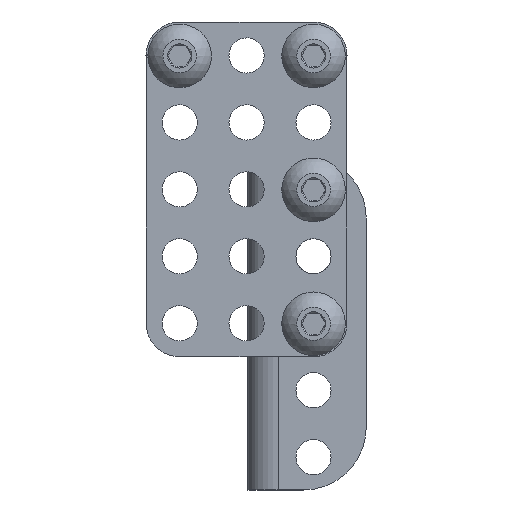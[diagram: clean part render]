
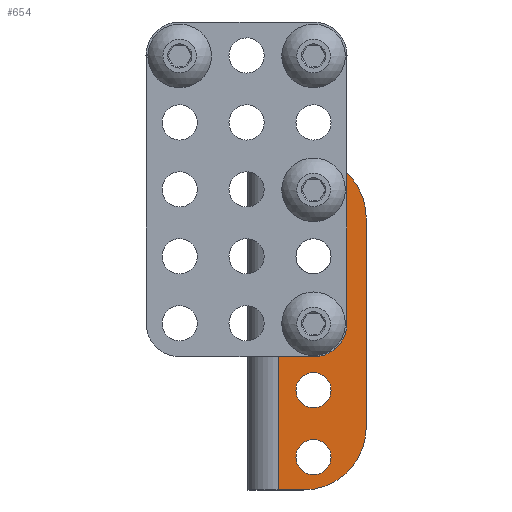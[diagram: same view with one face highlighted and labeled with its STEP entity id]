
A CAD part, left-side view. The second image highlights one B-rep face of the part: STEP entity #654.
In plain terms, the highlighted planar face has unit normal (-1, 0, 0).
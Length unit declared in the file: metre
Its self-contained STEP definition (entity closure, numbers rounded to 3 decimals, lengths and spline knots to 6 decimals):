
#654 = ADVANCED_FACE( '', ( #1356, #1357, #1358, #1359, #1360, #1361 ), #1362, .F. );
#1356 = FACE_BOUND( '', #2657, .T. );
#1357 = FACE_BOUND( '', #2658, .T. );
#1358 = FACE_BOUND( '', #2659, .T. );
#1359 = FACE_BOUND( '', #2660, .T. );
#1360 = FACE_BOUND( '', #2661, .T. );
#1361 = FACE_OUTER_BOUND( '', #2662, .T. );
#1362 = PLANE( '', #2663 );
#2657 = EDGE_LOOP( '', ( #4392 ) );
#2658 = EDGE_LOOP( '', ( #4393 ) );
#2659 = EDGE_LOOP( '', ( #4394 ) );
#2660 = EDGE_LOOP( '', ( #4395 ) );
#2661 = EDGE_LOOP( '', ( #4396 ) );
#2662 = EDGE_LOOP( '', ( #4397, #4398, #4399, #4400, #4401, #4402 ) );
#2663 = AXIS2_PLACEMENT_3D( '', #4403, #4404, #4405 );
#4392 = ORIENTED_EDGE( '', *, *, #5250, .T. );
#4393 = ORIENTED_EDGE( '', *, *, #5479, .T. );
#4394 = ORIENTED_EDGE( '', *, *, #5480, .T. );
#4395 = ORIENTED_EDGE( '', *, *, #5481, .T. );
#4396 = ORIENTED_EDGE( '', *, *, #5482, .T. );
#4397 = ORIENTED_EDGE( '', *, *, #5065, .F. );
#4398 = ORIENTED_EDGE( '', *, *, #5245, .T. );
#4399 = ORIENTED_EDGE( '', *, *, #5469, .T. );
#4400 = ORIENTED_EDGE( '', *, *, #5483, .T. );
#4401 = ORIENTED_EDGE( '', *, *, #5047, .F. );
#4402 = ORIENTED_EDGE( '', *, *, #5194, .T. );
#4403 = CARTESIAN_POINT( '', ( -0.089717, 0.041933, 0.0016 ) );
#4404 = DIRECTION( '', ( 1., 0., 0. ) );
#4405 = DIRECTION( '', ( 0., 0., -1. ) );
#5047 = EDGE_CURVE( '', #5703, #5704, #5705, .T. );
#5065 = EDGE_CURVE( '', #5736, #5738, #5739, .T. );
#5194 = EDGE_CURVE( '', #5703, #5738, #5955, .F. );
#5245 = EDGE_CURVE( '', #5736, #6038, #6040, .F. );
#5250 = EDGE_CURVE( '', #6047, #6047, #6048, .T. );
#5469 = EDGE_CURVE( '', #6038, #6398, #6400, .T. );
#5479 = EDGE_CURVE( '', #6414, #6414, #6415, .T. );
#5480 = EDGE_CURVE( '', #6416, #6416, #6417, .T. );
#5481 = EDGE_CURVE( '', #6418, #6418, #6419, .T. );
#5482 = EDGE_CURVE( '', #6420, #6420, #6421, .T. );
#5483 = EDGE_CURVE( '', #6398, #5704, #6422, .T. );
#5703 = VERTEX_POINT( '', #6926 );
#5704 = VERTEX_POINT( '', #6927 );
#5705 = LINE( '', #6928, #6929 );
#5736 = VERTEX_POINT( '', #6968 );
#5738 = VERTEX_POINT( '', #6971 );
#5739 = LINE( '', #6972, #6973 );
#5955 = CIRCLE( '', #7535, 0.0075 );
#6038 = VERTEX_POINT( '', #7733 );
#6040 = CIRCLE( '', #7736, 0.0075 );
#6047 = VERTEX_POINT( '', #7743 );
#6048 = CIRCLE( '', #7744, 0.0021 );
#6398 = VERTEX_POINT( '', #9190 );
#6400 = LINE( '', #9192, #9193 );
#6414 = VERTEX_POINT( '', #9207 );
#6415 = CIRCLE( '', #9208, 0.0021 );
#6416 = VERTEX_POINT( '', #9209 );
#6417 = CIRCLE( '', #9210, 0.0021 );
#6418 = VERTEX_POINT( '', #9211 );
#6419 = CIRCLE( '', #9212, 0.0021 );
#6420 = VERTEX_POINT( '', #9213 );
#6421 = CIRCLE( '', #9214, 0.0021 );
#6422 = LINE( '', #9215, #9216 );
#6926 = CARTESIAN_POINT( '', ( -0.089717, -0.034067, 0.0067 ) );
#6927 = CARTESIAN_POINT( '', ( -0.089717, -0.034067, 0.00367 ) );
#6928 = CARTESIAN_POINT( '', ( -0.089717, -0.034067, 0.0016 ) );
#6929 = VECTOR( '', #10472, 1. );
#6968 = CARTESIAN_POINT( '', ( -0.089717, -0.001567, 0.0142 ) );
#6971 = CARTESIAN_POINT( '', ( -0.089717, -0.026567, 0.0142 ) );
#6972 = CARTESIAN_POINT( '', ( -0.089717, 0.041933, 0.0142 ) );
#6973 = VECTOR( '', #10500, 1. );
#7535 = AXIS2_PLACEMENT_3D( '', #10663, #10664, #10665 );
#7733 = CARTESIAN_POINT( '', ( -0.089717, 0.005933, 0.0067 ) );
#7736 = AXIS2_PLACEMENT_3D( '', #10738, #10739, #10740 );
#7743 = CARTESIAN_POINT( '', ( -0.089717, -0.030147, 0.0058 ) );
#7744 = AXIS2_PLACEMENT_3D( '', #10747, #10748, #10749 );
#9190 = CARTESIAN_POINT( '', ( -0.089717, 0.005933, 0.00367 ) );
#9192 = CARTESIAN_POINT( '', ( -0.089717, 0.005933, 0.025 ) );
#9193 = VECTOR( '', #10988, 1. );
#9207 = CARTESIAN_POINT( '', ( -0.089717, -0.022147, 0.0058 ) );
#9208 = AXIS2_PLACEMENT_3D( '', #11001, #11002, #11003 );
#9209 = CARTESIAN_POINT( '', ( -0.089717, -0.014147, 0.0058 ) );
#9210 = AXIS2_PLACEMENT_3D( '', #11004, #11005, #11006 );
#9211 = CARTESIAN_POINT( '', ( -0.089717, -0.006147, 0.0058 ) );
#9212 = AXIS2_PLACEMENT_3D( '', #11007, #11008, #11009 );
#9213 = CARTESIAN_POINT( '', ( -0.089717, 0.001853, 0.0058 ) );
#9214 = AXIS2_PLACEMENT_3D( '', #11010, #11011, #11012 );
#9215 = CARTESIAN_POINT( '', ( -0.089717, 0.041933, 0.00367 ) );
#9216 = VECTOR( '', #11013, 1. );
#10472 = DIRECTION( '', ( 0., 0., -1. ) );
#10500 = DIRECTION( '', ( 0., -1., 0. ) );
#10663 = CARTESIAN_POINT( '', ( -0.089717, -0.026567, 0.0067 ) );
#10664 = DIRECTION( '', ( 1., 0., 0. ) );
#10665 = DIRECTION( '', ( 0., 0., -1. ) );
#10738 = CARTESIAN_POINT( '', ( -0.089717, -0.001567, 0.0067 ) );
#10739 = DIRECTION( '', ( 1., 0., 0. ) );
#10740 = DIRECTION( '', ( 0., 0., -1. ) );
#10747 = CARTESIAN_POINT( '', ( -0.089717, -0.030147, 0.0079 ) );
#10748 = DIRECTION( '', ( 1., 0., 0. ) );
#10749 = DIRECTION( '', ( 0., 0., -1. ) );
#10988 = DIRECTION( '', ( 0., 0., -1. ) );
#11001 = CARTESIAN_POINT( '', ( -0.089717, -0.022147, 0.0079 ) );
#11002 = DIRECTION( '', ( 1., 0., 0. ) );
#11003 = DIRECTION( '', ( 0., 0., -1. ) );
#11004 = CARTESIAN_POINT( '', ( -0.089717, -0.014147, 0.0079 ) );
#11005 = DIRECTION( '', ( 1., 0., 0. ) );
#11006 = DIRECTION( '', ( 0., 0., -1. ) );
#11007 = CARTESIAN_POINT( '', ( -0.089717, -0.006147, 0.0079 ) );
#11008 = DIRECTION( '', ( 1., 0., 0. ) );
#11009 = DIRECTION( '', ( 0., 0., -1. ) );
#11010 = CARTESIAN_POINT( '', ( -0.089717, 0.001853, 0.0079 ) );
#11011 = DIRECTION( '', ( 1., 0., 0. ) );
#11012 = DIRECTION( '', ( 0., 0., -1. ) );
#11013 = DIRECTION( '', ( 0., -1., 0. ) );
